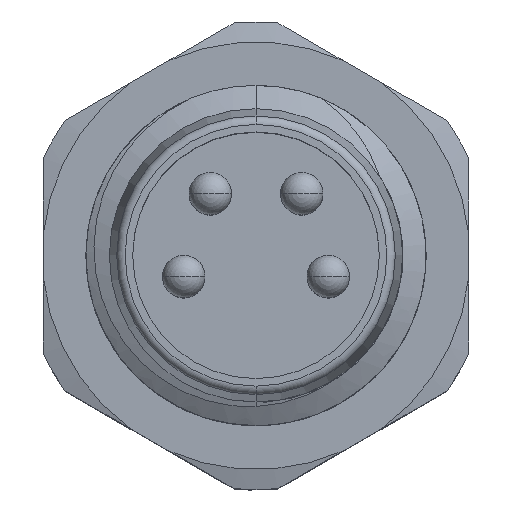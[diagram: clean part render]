
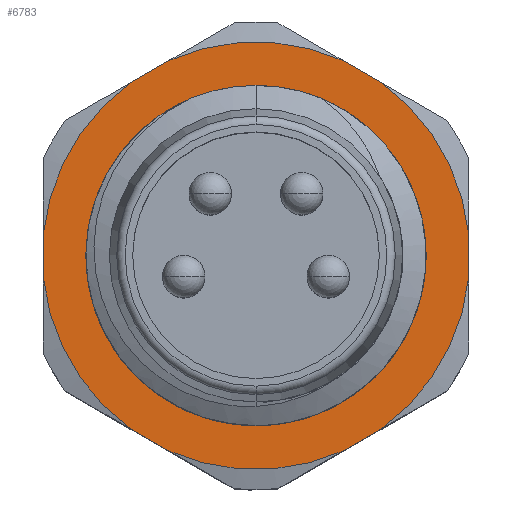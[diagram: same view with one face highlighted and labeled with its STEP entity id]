
A CAD part, top view. The second image highlights one B-rep face of the part: STEP entity #6783.
In plain terms, the highlighted planar face has unit normal (0, 0, 1).
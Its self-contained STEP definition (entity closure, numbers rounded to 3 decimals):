
#887=DIRECTION('',(0.866,-0.5,0.));
#888=VECTOR('',#887,1.042);
#889=CARTESIAN_POINT('',(2.049,4.591,-6.5));
#890=LINE('',#889,#888);
#891=CARTESIAN_POINT('',(0.,0.,-6.5));
#892=DIRECTION('',(0.,0.,1.));
#893=DIRECTION('',(0.995,0.104,0.));
#894=AXIS2_PLACEMENT_3D('',#891,#892,#893);
#896=DIRECTION('',(0.,-1.,0.));
#897=VECTOR('',#896,1.042);
#898=CARTESIAN_POINT('',(5.,0.521,-6.5));
#899=LINE('',#898,#897);
#900=CARTESIAN_POINT('',(0.,0.,-6.5));
#901=DIRECTION('',(0.,0.,1.));
#902=DIRECTION('',(0.587,-0.81,0.));
#903=AXIS2_PLACEMENT_3D('',#900,#901,#902);
#905=DIRECTION('',(-0.866,-0.5,0.));
#906=VECTOR('',#905,1.042);
#907=CARTESIAN_POINT('',(2.951,-4.07,-6.5));
#908=LINE('',#907,#906);
#909=DIRECTION('',(-0.866,0.5,0.));
#910=VECTOR('',#909,1.042);
#911=CARTESIAN_POINT('',(-2.049,-4.591,-6.5));
#912=LINE('',#911,#910);
#913=CARTESIAN_POINT('',(0.,0.,-6.5));
#914=DIRECTION('',(0.,0.,1.));
#915=DIRECTION('',(-0.995,-0.104,0.));
#916=AXIS2_PLACEMENT_3D('',#913,#914,#915);
#918=DIRECTION('',(0.,1.,0.));
#919=VECTOR('',#918,1.042);
#920=CARTESIAN_POINT('',(-5.,-0.521,-6.5));
#921=LINE('',#920,#919);
#922=CARTESIAN_POINT('',(0.,0.,-6.5));
#923=DIRECTION('',(0.,0.,1.));
#924=DIRECTION('',(-0.587,0.81,0.));
#925=AXIS2_PLACEMENT_3D('',#922,#923,#924);
#927=DIRECTION('',(0.866,0.5,0.));
#928=VECTOR('',#927,1.042);
#929=CARTESIAN_POINT('',(-2.951,4.07,-6.5));
#930=LINE('',#929,#928);
#931=CARTESIAN_POINT('',(0.,0.,-6.5));
#932=DIRECTION('',(0.,0.,-1.));
#933=DIRECTION('',(0.,-1.,0.));
#934=AXIS2_PLACEMENT_3D('',#931,#932,#933);
#936=CARTESIAN_POINT('',(0.,0.,-6.5));
#937=DIRECTION('',(0.,0.,-1.));
#938=DIRECTION('',(0.,1.,0.));
#939=AXIS2_PLACEMENT_3D('',#936,#937,#938);
#946=CARTESIAN_POINT('',(0.,0.,-6.5));
#947=DIRECTION('',(0.,0.,1.));
#948=DIRECTION('',(0.408,0.913,0.));
#949=AXIS2_PLACEMENT_3D('',#946,#947,#948);
#951=CARTESIAN_POINT('',(0.,0.,-6.5));
#952=DIRECTION('',(0.,0.,1.));
#953=DIRECTION('',(-0.408,-0.913,0.));
#954=AXIS2_PLACEMENT_3D('',#951,#952,#953);
#1055=CARTESIAN_POINT('',(-2.049,4.591,-6.5));
#1107=CARTESIAN_POINT('',(5.,-0.521,-6.5));
#1193=CARTESIAN_POINT('',(-5.,0.521,-6.5));
#1225=CARTESIAN_POINT('',(-2.951,-4.07,-6.5));
#1227=CARTESIAN_POINT('',(-2.049,-4.591,-6.5));
#1257=CARTESIAN_POINT('',(2.049,-4.591,-6.5));
#1289=CARTESIAN_POINT('',(2.951,4.07,-6.5));
#5184=VERTEX_POINT('',#1107);
#5186=VERTEX_POINT('',#1193);
#5188=VERTEX_POINT('',#1289);
#5191=VERTEX_POINT('',#1055);
#5195=VERTEX_POINT('',#1257);
#5198=VERTEX_POINT('',#1225);
#5372=CARTESIAN_POINT('',(2.049,4.591,-6.5));
#5373=VERTEX_POINT('',#5372);
#5374=CARTESIAN_POINT('',(-2.951,4.07,-6.5));
#5375=VERTEX_POINT('',#5374);
#5382=CARTESIAN_POINT('',(-5.,-0.521,-6.5));
#5383=VERTEX_POINT('',#5382);
#5384=CARTESIAN_POINT('',(2.951,-4.07,-6.5));
#5385=VERTEX_POINT('',#5384);
#5386=CARTESIAN_POINT('',(5.,0.521,-6.5));
#5387=VERTEX_POINT('',#5386);
#5388=VERTEX_POINT('',#1227);
#5590=CARTESIAN_POINT('',(0.,-3.7,-6.5));
#5591=CARTESIAN_POINT('',(0.,3.7,-6.5));
#5592=VERTEX_POINT('',#5590);
#5593=VERTEX_POINT('',#5591);
#6748=CARTESIAN_POINT('',(0.,0.,-6.5));
#6749=DIRECTION('',(0.,0.,-1.));
#6750=DIRECTION('',(0.,-1.,0.));
#6751=AXIS2_PLACEMENT_3D('',#6748,#6749,#6750);
#6752=PLANE('',#6751);
#6754=ORIENTED_EDGE('',*,*,#6753,.F.);
#6756=ORIENTED_EDGE('',*,*,#6755,.T.);
#6758=ORIENTED_EDGE('',*,*,#6757,.F.);
#6760=ORIENTED_EDGE('',*,*,#6759,.T.);
#6762=ORIENTED_EDGE('',*,*,#6761,.F.);
#6764=ORIENTED_EDGE('',*,*,#6763,.T.);
#6766=ORIENTED_EDGE('',*,*,#6765,.F.);
#6768=ORIENTED_EDGE('',*,*,#6767,.T.);
#6770=ORIENTED_EDGE('',*,*,#6769,.F.);
#6772=ORIENTED_EDGE('',*,*,#6771,.T.);
#6774=ORIENTED_EDGE('',*,*,#6773,.F.);
#6776=ORIENTED_EDGE('',*,*,#6775,.T.);
#6777=EDGE_LOOP('',(#6754,#6756,#6758,#6760,#6762,#6764,#6766,#6768,#6770,#6772,
#6774,#6776));
#6778=FACE_OUTER_BOUND('',#6777,.F.);
#6779=ORIENTED_EDGE('',*,*,#6730,.F.);
#6780=ORIENTED_EDGE('',*,*,#6715,.F.);
#6781=EDGE_LOOP('',(#6779,#6780));
#6782=FACE_BOUND('',#6781,.F.);
#895=CIRCLE('',#894,5.027);
#904=CIRCLE('',#903,5.027);
#917=CIRCLE('',#916,5.027);
#926=CIRCLE('',#925,5.027);
#935=CIRCLE('',#934,3.7);
#940=CIRCLE('',#939,3.7);
#950=CIRCLE('',#949,5.027);
#955=CIRCLE('',#954,5.027);
#6715=EDGE_CURVE('',#5593,#5592,#940,.T.);
#6730=EDGE_CURVE('',#5592,#5593,#935,.T.);
#6753=EDGE_CURVE('',#5373,#5191,#950,.T.);
#6755=EDGE_CURVE('',#5373,#5188,#890,.T.);
#6757=EDGE_CURVE('',#5387,#5188,#895,.T.);
#6759=EDGE_CURVE('',#5387,#5184,#899,.T.);
#6761=EDGE_CURVE('',#5385,#5184,#904,.T.);
#6763=EDGE_CURVE('',#5385,#5195,#908,.T.);
#6765=EDGE_CURVE('',#5388,#5195,#955,.T.);
#6767=EDGE_CURVE('',#5388,#5198,#912,.T.);
#6769=EDGE_CURVE('',#5383,#5198,#917,.T.);
#6771=EDGE_CURVE('',#5383,#5186,#921,.T.);
#6773=EDGE_CURVE('',#5375,#5186,#926,.T.);
#6775=EDGE_CURVE('',#5375,#5191,#930,.T.);
#6783=ADVANCED_FACE('',(#6778,#6782),#6752,.F.);
